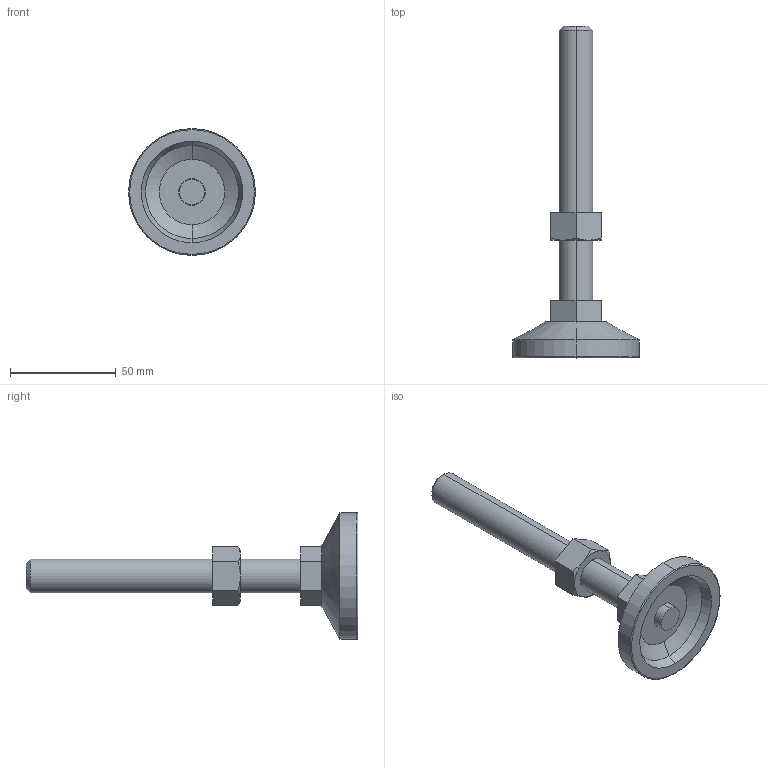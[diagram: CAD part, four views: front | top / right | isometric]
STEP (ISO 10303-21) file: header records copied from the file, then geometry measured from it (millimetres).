
FILE_DESCRIPTION (( 'STEP AP203' ), '1' );
FILE_NAME ('KC-275-B-5.STEP', '2009-07-28T02:31:21', ( ' ' ), ( ' ' ), 'SwSTEP 2.0', 'SolidWorks 2007', '' );
FILE_SCHEMA (( 'CONFIG_CONTROL_DESIGN' ));
Length unit declared in the file: millimetre
Products named in the file (4): KC-275-B-5儀乕僗__棉太倌; KC-275-B-5; 六角ナットM16（1種）_JIS B 1181 Hexagon nut - Class 1 Finished M16 --N; KC-275-B-5儃儖僩__棉太倌
Assembly tree (3 placements, depth 2):
  KC-275-B-5
    KC-275-B-5儀乕僗__棉太倌
    六角ナットM16（1種）_JIS B 1181 Hexagon nut - Class 1 Finished M16 --N
    KC-275-B-5儃儖僩__棉太倌
Bounding box: 60 x 157 x 60 mm (x, y, z)
Volume: 62104.8 mm3; surface area: 19211.7 mm2
Topology: 3 solids, 3 shells, 55 faces, 116 edges, 70 vertices
Faces by surface type: plane 21, cone 20, cylinder 12, torus 2
Entity records: 1932 total; most frequent: CARTESIAN_POINT 319, DIRECTION 274, ORIENTED_EDGE 232, EDGE_CURVE 116, AXIS2_PLACEMENT_3D 109, VERTEX_POINT 70, EDGE_LOOP 62, VECTOR 56
